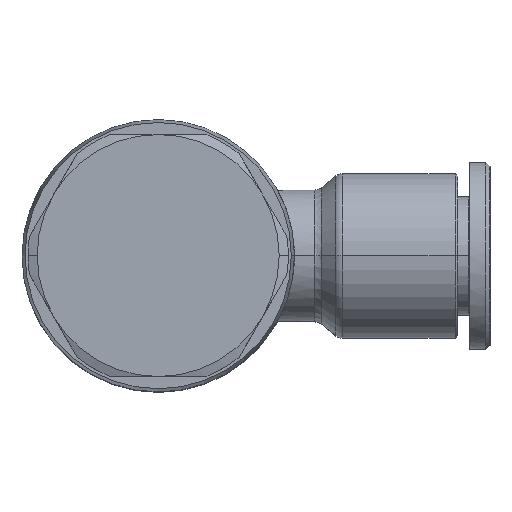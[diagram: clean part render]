
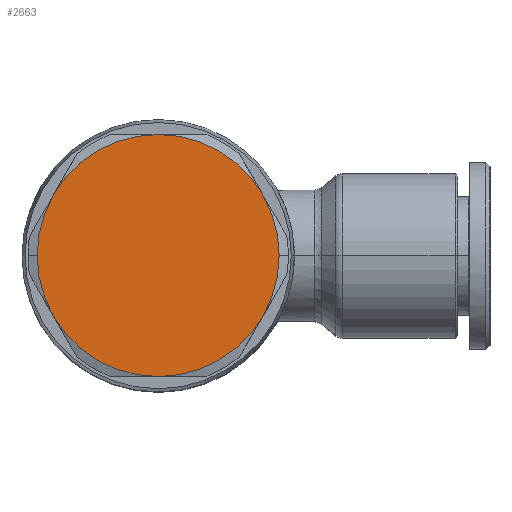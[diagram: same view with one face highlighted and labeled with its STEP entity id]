
A CAD part, top view. The second image highlights one B-rep face of the part: STEP entity #2663.
In plain terms, the highlighted planar face has unit normal (0, 0, 1).
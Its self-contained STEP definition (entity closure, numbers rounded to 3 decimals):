
#1587=CARTESIAN_POINT('',(20.9,0.,16.));
#1588=VERTEX_POINT('',#1587);
#1595=CARTESIAN_POINT('',(19.292,-6.,16.));
#1596=VERTEX_POINT('',#1595);
#1597=CARTESIAN_POINT('',(8.9,0.,16.));
#1598=DIRECTION('',(0.0,0.0,1.0));
#1599=DIRECTION('',(-1.0,0.0,0.0));
#1600=AXIS2_PLACEMENT_3D('',#1597,#1598,#1599);
#1601=CIRCLE('',#1600,12.);
#1602=EDGE_CURVE('',#1596,#1588,#1601,.T.);
#1626=CARTESIAN_POINT('',(-3.1,0.,16.));
#1627=VERTEX_POINT('',#1626);
#1635=CARTESIAN_POINT('',(-1.492,-6.0,16.));
#1636=VERTEX_POINT('',#1635);
#1650=CARTESIAN_POINT('',(8.9,0.,16.));
#1651=DIRECTION('',(0.0,0.0,1.0));
#1652=DIRECTION('',(-1.0,0.0,0.0));
#1653=AXIS2_PLACEMENT_3D('',#1650,#1651,#1652);
#1654=CIRCLE('',#1653,12.);
#1655=EDGE_CURVE('',#1627,#1636,#1654,.T.);
#2077=CARTESIAN_POINT('',(8.9,-12.,16.));
#2078=VERTEX_POINT('',#2077);
#2114=CARTESIAN_POINT('',(8.9,0.,16.));
#2115=DIRECTION('',(0.0,0.0,1.0));
#2116=DIRECTION('',(-1.0,0.0,0.0));
#2117=AXIS2_PLACEMENT_3D('',#2114,#2115,#2116);
#2118=CIRCLE('',#2117,12.);
#2119=EDGE_CURVE('',#2078,#1596,#2118,.T.);
#2166=CARTESIAN_POINT('',(8.9,0.,16.));
#2167=DIRECTION('',(0.0,0.0,1.0));
#2168=DIRECTION('',(-1.0,0.0,0.0));
#2169=AXIS2_PLACEMENT_3D('',#2166,#2167,#2168);
#2170=CIRCLE('',#2169,12.);
#2171=EDGE_CURVE('',#1636,#2078,#2170,.T.);
#2182=CARTESIAN_POINT('',(-1.492,6.,16.));
#2183=VERTEX_POINT('',#2182);
#2184=CARTESIAN_POINT('',(8.9,0.,16.));
#2185=DIRECTION('',(0.0,0.0,1.0));
#2186=DIRECTION('',(-1.0,0.0,0.0));
#2187=AXIS2_PLACEMENT_3D('',#2184,#2185,#2186);
#2188=CIRCLE('',#2187,12.);
#2189=EDGE_CURVE('',#2183,#1627,#2188,.T.);
#2236=CARTESIAN_POINT('',(8.9,12.,16.));
#2237=VERTEX_POINT('',#2236);
#2238=CARTESIAN_POINT('',(8.9,0.,16.));
#2239=DIRECTION('',(0.0,0.0,1.0));
#2240=DIRECTION('',(-1.0,0.0,0.0));
#2241=AXIS2_PLACEMENT_3D('',#2238,#2239,#2240);
#2242=CIRCLE('',#2241,12.);
#2243=EDGE_CURVE('',#2237,#2183,#2242,.T.);
#2290=CARTESIAN_POINT('',(19.292,6.,16.));
#2291=VERTEX_POINT('',#2290);
#2292=CARTESIAN_POINT('',(8.9,0.,16.));
#2293=DIRECTION('',(0.0,0.0,1.0));
#2294=DIRECTION('',(-1.0,0.0,0.0));
#2295=AXIS2_PLACEMENT_3D('',#2292,#2293,#2294);
#2296=CIRCLE('',#2295,12.);
#2297=EDGE_CURVE('',#2291,#2237,#2296,.T.);
#2352=CARTESIAN_POINT('',(8.9,0.,16.));
#2353=DIRECTION('',(0.0,0.0,1.0));
#2354=DIRECTION('',(-1.0,0.0,0.0));
#2355=AXIS2_PLACEMENT_3D('',#2352,#2353,#2354);
#2356=CIRCLE('',#2355,12.);
#2357=EDGE_CURVE('',#1588,#2291,#2356,.T.);
#2648=CARTESIAN_POINT('',(8.9,0.,16.));
#2649=DIRECTION('',(0.0,0.0,1.0));
#2650=DIRECTION('',(-1.0,0.0,0.0));
#2651=AXIS2_PLACEMENT_3D('',#2648,#2649,#2650);
#2652=PLANE('',#2651);
#2653=ORIENTED_EDGE('',*,*,#1602,.T.);
#2654=ORIENTED_EDGE('',*,*,#2357,.T.);
#2655=ORIENTED_EDGE('',*,*,#2297,.T.);
#2656=ORIENTED_EDGE('',*,*,#2243,.T.);
#2657=ORIENTED_EDGE('',*,*,#2189,.T.);
#2658=ORIENTED_EDGE('',*,*,#1655,.T.);
#2659=ORIENTED_EDGE('',*,*,#2171,.T.);
#2660=ORIENTED_EDGE('',*,*,#2119,.T.);
#2661=EDGE_LOOP('',(#2653,#2654,#2655,#2656,#2657,#2658,#2659,#2660));
#2662=FACE_OUTER_BOUND('',#2661,.T.);
#2663=ADVANCED_FACE('',(#2662),#2652,.T.);
